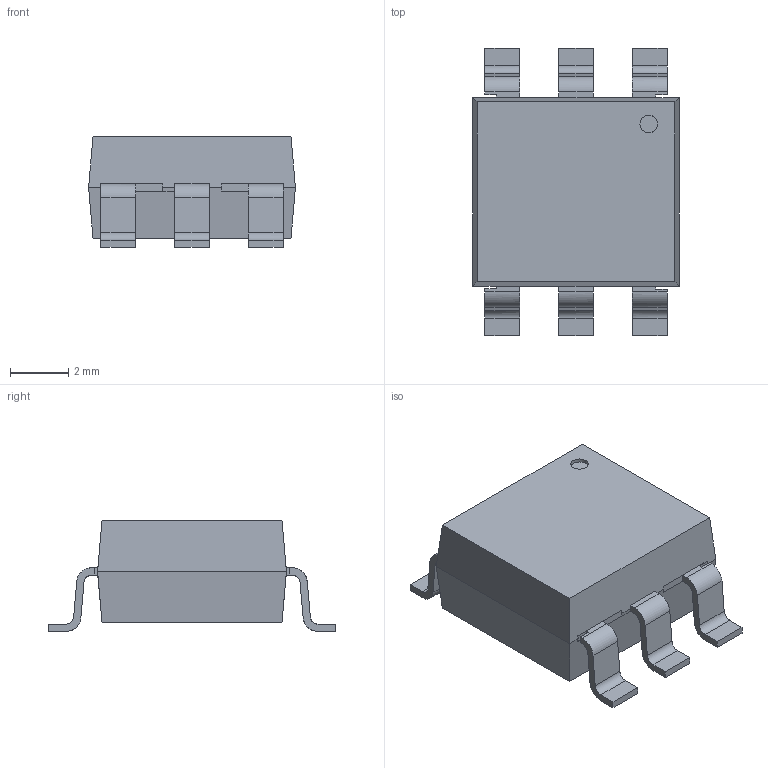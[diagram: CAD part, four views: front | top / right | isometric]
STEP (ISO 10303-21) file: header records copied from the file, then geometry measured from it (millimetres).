
FILE_DESCRIPTION (( 'STEP AP214' ), '1' );
FILE_NAME ('User Library-N06C.STEP', '2017-11-08T07:03:27', ( 'Windows User' ), ( '' ), 'SwSTEP 2.0', 'SolidWorks 2017', '' );
FILE_SCHEMA (( 'AUTOMOTIVE_DESIGN' ));
Length unit declared in the file: inch
Products named in the file (1): User Library-N06C
Bounding box: 7.12 x 9.88 x 3.82 mm (x, y, z)
Volume: 160.5 mm3; surface area: 234.4 mm2
Topology: 1 solids, 1 shells, 123 faces, 349 edges, 229 vertices
Faces by surface type: plane 97, cylinder 26
Entity records: 5826 total; most frequent: CARTESIAN_POINT 1206, ORIENTED_EDGE 698, DIRECTION 491, EDGE_CURVE 349, LINE 243, VECTOR 243, VERTEX_POINT 229, UNCERTAINTY_MEASURE_WITH_UNIT 126
